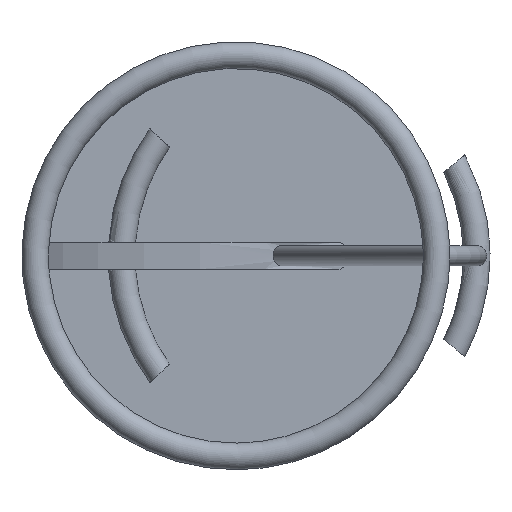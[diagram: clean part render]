
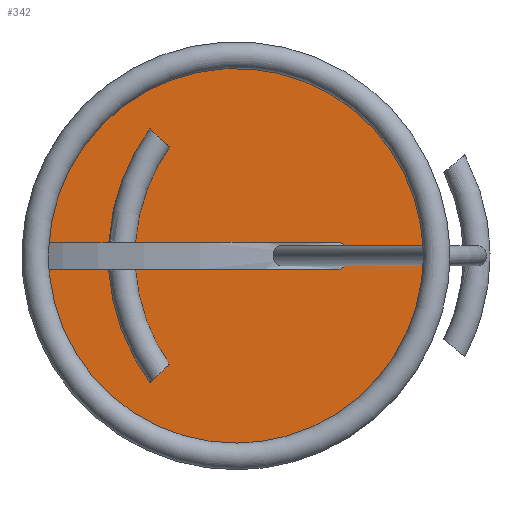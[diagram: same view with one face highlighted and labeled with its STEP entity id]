
A CAD part, front view. The second image highlights one B-rep face of the part: STEP entity #342.
In plain terms, the highlighted planar face has unit normal (0, -1, 0).
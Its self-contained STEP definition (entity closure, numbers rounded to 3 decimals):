
#21 = EDGE_CURVE('',#22,#22,#24,.T.);
#22 = VERTEX_POINT('',#23);
#23 = CARTESIAN_POINT('',(-7.065,418.726,0.));
#24 = ( BOUNDED_CURVE() B_SPLINE_CURVE(3,(#25,#26,#27,#28,#29,#30,#31),
.UNSPECIFIED.,.T.,.F.) B_SPLINE_CURVE_WITH_KNOTS((1,3,3,3,1),(
    -3.142,0.,3.142,6.283,9.425),
.UNSPECIFIED.) CURVE() GEOMETRIC_REPRESENTATION_ITEM() 
RATIONAL_B_SPLINE_CURVE((1.,0.333,0.333,1.,
0.333,0.333,1.)) REPRESENTATION_ITEM('') );
#25 = CARTESIAN_POINT('',(-7.065,418.726,0.));
#26 = CARTESIAN_POINT('',(-7.065,418.726,15.));
#27 = CARTESIAN_POINT('',(8.857,418.726,15.));
#28 = CARTESIAN_POINT('',(8.857,418.726,
    0.));
#29 = CARTESIAN_POINT('',(8.857,418.726,-15.));
#30 = CARTESIAN_POINT('',(-7.065,418.726,-15.));
#31 = CARTESIAN_POINT('',(-7.065,418.726,0.));
#214 = VERTEX_POINT('',#215);
#215 = CARTESIAN_POINT('',(0.,418.726,150.));
#220 = EDGE_CURVE('',#214,#214,#221,.T.);
#221 = CIRCLE('',#222,150.);
#222 = AXIS2_PLACEMENT_3D('',#223,#224,#225);
#223 = CARTESIAN_POINT('',(0.,418.726,0.));
#224 = DIRECTION('',(0.,1.,0.));
#225 = DIRECTION('',(0.,-0.,1.));
#342 = ADVANCED_FACE('',(#343,#346),#349,.F.);
#343 = FACE_BOUND('',#344,.T.);
#344 = EDGE_LOOP('',(#345));
#345 = ORIENTED_EDGE('',*,*,#21,.T.);
#346 = FACE_BOUND('',#347,.T.);
#347 = EDGE_LOOP('',(#348));
#348 = ORIENTED_EDGE('',*,*,#220,.F.);
#349 = PLANE('',#350);
#350 = AXIS2_PLACEMENT_3D('',#351,#352,#353);
#351 = CARTESIAN_POINT('',(0.,418.726,0.));
#352 = DIRECTION('',(0.,1.,0.));
#353 = DIRECTION('',(0.,-0.,1.));
